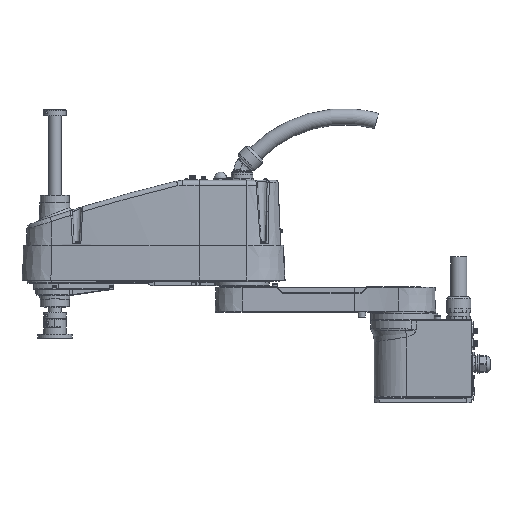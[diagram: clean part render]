
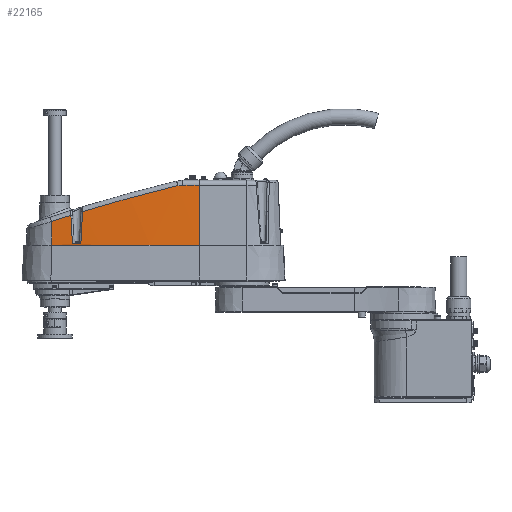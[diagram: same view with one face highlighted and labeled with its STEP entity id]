
A CAD part, top view. The second image highlights one B-rep face of the part: STEP entity #22165.
In plain terms, the highlighted conical face has half-angle 2.5 degrees and reference radius 2539.47 mm.
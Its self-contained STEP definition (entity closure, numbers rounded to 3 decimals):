
#531 = DIRECTION ( 'NONE',  ( 0., -1., 0. ) ) ;
#1820 = LINE ( 'NONE', #22233, #57519 ) ;
#2688 = CARTESIAN_POINT ( 'NONE',  ( -342.788, 132.043, 58.704 ) ) ;
#3303 = CARTESIAN_POINT ( 'NONE',  ( -322.783, 75., 63.169 ) ) ;
#3949 = EDGE_CURVE ( 'NONE', #47795, #61672, #37732, .T. ) ;
#4186 = AXIS2_PLACEMENT_3D ( 'NONE', #12924, #63851, #28335 ) ;
#4456 = B_SPLINE_CURVE_WITH_KNOTS ( 'NONE', 3,
 ( #45415, #19953, #50795, #57460 ),
 .UNSPECIFIED., .F., .F.,
 ( 4, 4 ),
 ( 0., 0.006 ),
 .UNSPECIFIED. ) ;
#5083 = EDGE_CURVE ( 'NONE', #41142, #65457, #1820, .T. ) ;
#5516 = CARTESIAN_POINT ( 'NONE',  ( -341.368, 104.923, 60.039 ) ) ;
#5661 = AXIS2_PLACEMENT_3D ( 'NONE', #53132, #27655, #33664 ) ;
#6351 = CIRCLE ( 'NONE', #4186, 2534.222 ) ;
#6705 = CARTESIAN_POINT ( 'NONE',  ( -319.406, 139.368, 60.662 ) ) ;
#6977 = ORIENTED_EDGE ( 'NONE', *, *, #3949, .T. ) ;
#6996 = VERTEX_POINT ( 'NONE', #8218 ) ;
#7895 = CARTESIAN_POINT ( 'NONE',  ( -342.495, 126.402, 58.982 ) ) ;
#8218 = CARTESIAN_POINT ( 'NONE',  ( -85., 192.586, 69.193 ) ) ;
#8327 = CARTESIAN_POINT ( 'NONE',  ( -319.406, 139.368, 60.662 ) ) ;
#8848 = CARTESIAN_POINT ( 'NONE',  ( -128.605, 191.489, 68.865 ) ) ;
#8925 = DIRECTION ( 'NONE',  ( 0., 0., 1. ) ) ;
#11373 = ORIENTED_EDGE ( 'NONE', *, *, #12961, .T. ) ;
#12924 = CARTESIAN_POINT ( 'NONE',  ( -85., 192.586, -2465.029 ) ) ;
#12961 = EDGE_CURVE ( 'NONE', #6996, #58004, #6351, .T. ) ;
#13366 = B_SPLINE_CURVE_WITH_KNOTS ( 'NONE', 3,
 ( #2688, #43534, #54258, #27812 ),
 .UNSPECIFIED., .F., .F.,
 ( 4, 4 ),
 ( 0.003, 0.044 ),
 .UNSPECIFIED. ) ;
#13473 = ORIENTED_EDGE ( 'NONE', *, *, #45484, .T. ) ;
#14315 = EDGE_CURVE ( 'NONE', #56470, #40108, #39880, .T. ) ;
#15564 = CARTESIAN_POINT ( 'NONE',  ( -339.903, 76.995, 61.413 ) ) ;
#15911 = DIRECTION ( 'NONE',  ( 0., 0., 1. ) ) ;
#17322 = EDGE_CURVE ( 'NONE', #40108, #63677, #4456, .T. ) ;
#17450 = CARTESIAN_POINT ( 'NONE',  ( -339.798, 75., 61.511 ) ) ;
#17704 = CARTESIAN_POINT ( 'NONE',  ( -322.181, 86.477, 62.722 ) ) ;
#17790 = CARTESIAN_POINT ( 'NONE',  ( -122.421, 192.586, 68.918 ) ) ;
#18534 = CIRCLE ( 'NONE', #38869, 2539.474 ) ;
#19953 = CARTESIAN_POINT ( 'NONE',  ( -342.594, 128.283, 58.889 ) ) ;
#20500 = EDGE_CURVE ( 'NONE', #58004, #47795, #54719, .T. ) ;
#22165 = ADVANCED_FACE ( 'NONE', ( #62499 ), #56331, .T. ) ;
#22233 = CARTESIAN_POINT ( 'NONE',  ( -381.712, 72.3, 57.051 ) ) ;
#22302 = EDGE_CURVE ( 'NONE', #6996, #23717, #61667, .T. ) ;
#23620 = ORIENTED_EDGE ( 'NONE', *, *, #14315, .T. ) ;
#23717 = VERTEX_POINT ( 'NONE', #66213 ) ;
#23722 = CARTESIAN_POINT ( 'NONE',  ( -321.579, 97.954, 62.276 ) ) ;
#24060 = EDGE_CURVE ( 'NONE', #56470, #50860, #64494, .T. ) ;
#24360 = ORIENTED_EDGE ( 'NONE', *, *, #47358, .T. ) ;
#24963 = CARTESIAN_POINT ( 'NONE',  ( -342.12, 119.243, 59.334 ) ) ;
#26295 = CARTESIAN_POINT ( 'NONE',  ( -340.531, 88.964, 60.824 ) ) ;
#27655 = DIRECTION ( 'NONE',  ( 0., 1., 0. ) ) ;
#27812 = CARTESIAN_POINT ( 'NONE',  ( -381.471, 119.463, 55.006 ) ) ;
#28335 = DIRECTION ( 'NONE',  ( 0., 0., -1. ) ) ;
#29077 = CARTESIAN_POINT ( 'NONE',  ( -319.72, 133.38, 60.895 ) ) ;
#30124 = CARTESIAN_POINT ( 'NONE',  ( -256.468, 158.804, 65.651 ) ) ;
#30966 = CARTESIAN_POINT ( 'NONE',  ( -339.798, 75., 61.511 ) ) ;
#33561 = CARTESIAN_POINT ( 'NONE',  ( -119.265, 192.586, 68.961 ) ) ;
#33664 = DIRECTION ( 'NONE',  ( 0., 0., 1. ) ) ;
#34103 = CARTESIAN_POINT ( 'NONE',  ( -320.139, 125.397, 61.207 ) ) ;
#35169 = CARTESIAN_POINT ( 'NONE',  ( -128.605, 191.489, 68.865 ) ) ;
#36017 = CARTESIAN_POINT ( 'NONE',  ( -340.949, 96.943, 60.432 ) ) ;
#36349 = CARTESIAN_POINT ( 'NONE',  ( -342.495, 126.402, 58.982 ) ) ;
#37732 = B_SPLINE_CURVE_WITH_KNOTS ( 'NONE', 3,
 ( #35169, #55601, #30124, #50587 ),
 .UNSPECIFIED., .F., .F.,
 ( 4, 4 ),
 ( 0., 0.198 ),
 .UNSPECIFIED. ) ;
#38122 = ORIENTED_EDGE ( 'NONE', *, *, #17322, .T. ) ;
#38869 = AXIS2_PLACEMENT_3D ( 'NONE', #59836, #55815, #8925 ) ;
#39229 = CARTESIAN_POINT ( 'NONE',  ( -125.534, 192.221, 68.886 ) ) ;
#39880 = B_SPLINE_CURVE_WITH_KNOTS ( 'NONE', 3,
 ( #30966, #15564, #40706, #51107, #26295, #36017, #5516, #66167, #24963, #36349 ),
 .UNSPECIFIED., .F., .F.,
 ( 4, 3, 3, 4 ),
 ( 0., 0.006, 0.03, 0.052 ),
 .UNSPECIFIED. ) ;
#40108 = VERTEX_POINT ( 'NONE', #7895 ) ;
#40706 = CARTESIAN_POINT ( 'NONE',  ( -340.007, 78.99, 61.315 ) ) ;
#41142 = VERTEX_POINT ( 'NONE', #54609 ) ;
#41353 = VECTOR ( 'NONE', #62004, 1000. ) ;
#42673 = DIRECTION ( 'NONE',  ( -0.005, -0.999, 0.043 ) ) ;
#43534 = CARTESIAN_POINT ( 'NONE',  ( -355.719, 127.934, 57.564 ) ) ;
#44898 = CARTESIAN_POINT ( 'NONE',  ( -119.265, 192.586, 68.961 ) ) ;
#45039 = ORIENTED_EDGE ( 'NONE', *, *, #53343, .T. ) ;
#45180 = CARTESIAN_POINT ( 'NONE',  ( -342.788, 132.043, 58.704 ) ) ;
#45415 = CARTESIAN_POINT ( 'NONE',  ( -342.495, 126.402, 58.982 ) ) ;
#45484 = EDGE_CURVE ( 'NONE', #61672, #50860, #64745, .T. ) ;
#46243 = CARTESIAN_POINT ( 'NONE',  ( -85., 72.3, 74.444 ) ) ;
#46749 = CARTESIAN_POINT ( 'NONE',  ( -85., 72.3, -2465.029 ) ) ;
#47358 = EDGE_CURVE ( 'NONE', #65457, #23717, #18534, .T. ) ;
#47795 = VERTEX_POINT ( 'NONE', #8848 ) ;
#48213 = CARTESIAN_POINT ( 'NONE',  ( -319.616, 135.376, 60.818 ) ) ;
#49191 = CARTESIAN_POINT ( 'NONE',  ( -319.511, 137.372, 60.74 ) ) ;
#50198 = ORIENTED_EDGE ( 'NONE', *, *, #24060, .F. ) ;
#50587 = CARTESIAN_POINT ( 'NONE',  ( -319.406, 139.368, 60.662 ) ) ;
#50741 = ORIENTED_EDGE ( 'NONE', *, *, #20500, .T. ) ;
#50795 = CARTESIAN_POINT ( 'NONE',  ( -342.692, 130.163, 58.797 ) ) ;
#50860 = VERTEX_POINT ( 'NONE', #55074 ) ;
#51107 = CARTESIAN_POINT ( 'NONE',  ( -340.112, 80.985, 61.217 ) ) ;
#53132 = CARTESIAN_POINT ( 'NONE',  ( -85., 75., -2465.029 ) ) ;
#53343 = EDGE_CURVE ( 'NONE', #63677, #41142, #13366, .T. ) ;
#54258 = CARTESIAN_POINT ( 'NONE',  ( -368.613, 123.741, 56.331 ) ) ;
#54609 = CARTESIAN_POINT ( 'NONE',  ( -381.471, 119.463, 55.006 ) ) ;
#54719 = B_SPLINE_CURVE_WITH_KNOTS ( 'NONE', 3,
 ( #44898, #17790, #39229, #59652 ),
 .UNSPECIFIED., .F., .F.,
 ( 4, 4 ),
 ( 0., 0.009 ),
 .UNSPECIFIED. ) ;
#55074 = CARTESIAN_POINT ( 'NONE',  ( -322.783, 75., 63.169 ) ) ;
#55396 = CARTESIAN_POINT ( 'NONE',  ( -381.712, 72.3, 57.051 ) ) ;
#55601 = CARTESIAN_POINT ( 'NONE',  ( -192.871, 176.183, 68.428 ) ) ;
#55815 = DIRECTION ( 'NONE',  ( 0., 1., 0. ) ) ;
#56331 = CONICAL_SURFACE ( 'NONE', #62741, 2539.474, 0.044 ) ;
#56470 = VERTEX_POINT ( 'NONE', #17450 ) ;
#57460 = CARTESIAN_POINT ( 'NONE',  ( -342.788, 132.043, 58.704 ) ) ;
#57519 = VECTOR ( 'NONE', #42673, 1000. ) ;
#58004 = VERTEX_POINT ( 'NONE', #33561 ) ;
#59247 = CARTESIAN_POINT ( 'NONE',  ( -320.977, 109.432, 61.829 ) ) ;
#59652 = CARTESIAN_POINT ( 'NONE',  ( -128.605, 191.489, 68.865 ) ) ;
#59836 = CARTESIAN_POINT ( 'NONE',  ( -85., 72.3, -2465.029 ) ) ;
#60255 = ORIENTED_EDGE ( 'NONE', *, *, #22302, .F. ) ;
#61667 = LINE ( 'NONE', #46243, #41353 ) ;
#61672 = VERTEX_POINT ( 'NONE', #6705 ) ;
#62004 = DIRECTION ( 'NONE',  ( 0., -0.999, 0.044 ) ) ;
#62499 = FACE_OUTER_BOUND ( 'NONE', #62689, .T. ) ;
#62689 = EDGE_LOOP ( 'NONE', ( #6977, #13473, #50198, #23620, #38122, #45039, #65415, #24360, #60255, #11373, #50741 ) ) ;
#62741 = AXIS2_PLACEMENT_3D ( 'NONE', #46749, #531, #15911 ) ;
#63677 = VERTEX_POINT ( 'NONE', #45180 ) ;
#63851 = DIRECTION ( 'NONE',  ( 0., -1., 0. ) ) ;
#64274 = CARTESIAN_POINT ( 'NONE',  ( -320.558, 117.415, 61.518 ) ) ;
#64494 = CIRCLE ( 'NONE', #5661, 2539.356 ) ;
#64745 = B_SPLINE_CURVE_WITH_KNOTS ( 'NONE', 3,
 ( #8327, #49191, #48213, #29077, #34103, #64274, #59247, #23722, #17704, #3303 ),
 .UNSPECIFIED., .F., .F.,
 ( 4, 3, 3, 4 ),
 ( 0., 0.006, 0.03, 0.065 ),
 .UNSPECIFIED. ) ;
#65415 = ORIENTED_EDGE ( 'NONE', *, *, #5083, .T. ) ;
#65457 = VERTEX_POINT ( 'NONE', #55396 ) ;
#66167 = CARTESIAN_POINT ( 'NONE',  ( -341.744, 112.083, 59.687 ) ) ;
#66213 = CARTESIAN_POINT ( 'NONE',  ( -85., 72.3, 74.444 ) ) ;
